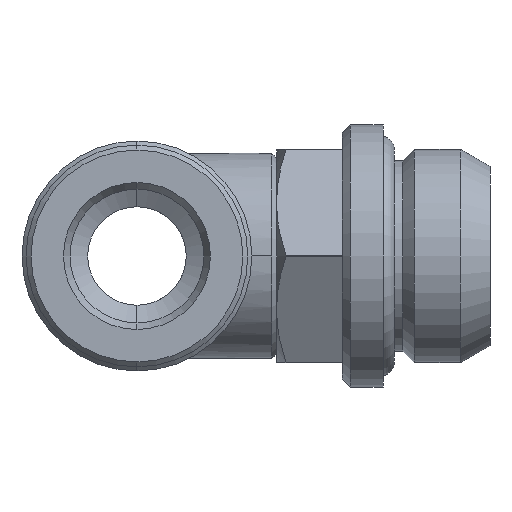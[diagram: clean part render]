
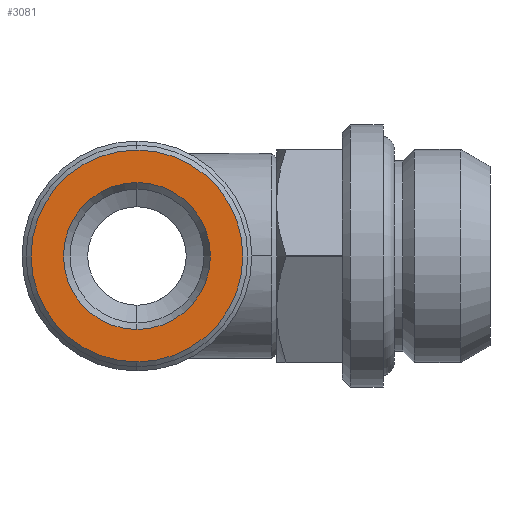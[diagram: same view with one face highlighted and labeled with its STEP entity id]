
A CAD part, left-side view. The second image highlights one B-rep face of the part: STEP entity #3081.
In plain terms, the highlighted planar face has unit normal (-1, 0, 0).
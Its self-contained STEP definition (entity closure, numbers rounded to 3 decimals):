
#799 = CARTESIAN_POINT ( 'NONE',  ( -22.7, 0., -4.475 ) ) ;
#801 = CARTESIAN_POINT ( 'NONE',  ( -22.7, 0., 4.475 ) ) ;
#804 = DIRECTION ( 'NONE',  ( 0., 0., -1. ) ) ;
#805 = DIRECTION ( 'NONE',  ( 1., 0., 0. ) ) ;
#806 = CARTESIAN_POINT ( 'NONE',  ( -22.7, 0., 0. ) ) ;
#807 = AXIS2_PLACEMENT_3D ( 'NONE', #806, #805, #804 ) ;
#808 = CIRCLE ( 'NONE', #807, 6.45 ) ;
#860 = DIRECTION ( 'NONE',  ( 0., 0., -1. ) ) ;
#861 = DIRECTION ( 'NONE',  ( 1., 0., 0. ) ) ;
#862 = CARTESIAN_POINT ( 'NONE',  ( -22.7, 0., 0. ) ) ;
#863 = AXIS2_PLACEMENT_3D ( 'NONE', #862, #861, #860 ) ;
#869 = CIRCLE ( 'NONE', #863, 6.45 ) ;
#882 = CARTESIAN_POINT ( 'NONE',  ( -22.7, 6.45, 0. ) ) ;
#883 = CIRCLE ( 'NONE', #907, 4.475 ) ;
#884 = DIRECTION ( 'NONE',  ( 0., 0., -1. ) ) ;
#885 = DIRECTION ( 'NONE',  ( 0., 0., 1. ) ) ;
#892 = AXIS2_PLACEMENT_3D ( 'NONE', #882, #899, #885 ) ;
#899 = DIRECTION ( 'NONE',  ( -1., 0., 0. ) ) ;
#903 = FACE_BOUND ( 'NONE', #3044, .T. ) ;
#904 = FACE_OUTER_BOUND ( 'NONE', #3113, .T. ) ;
#905 = CARTESIAN_POINT ( 'NONE',  ( -22.7, 0., 0. ) ) ;
#906 = PLANE ( 'NONE',  #892 ) ;
#907 = AXIS2_PLACEMENT_3D ( 'NONE', #905, #908, #884 ) ;
#908 = DIRECTION ( 'NONE',  ( 1., 0., 0. ) ) ;
#910 = CARTESIAN_POINT ( 'NONE',  ( -22.7, 0., 0. ) ) ;
#917 = DIRECTION ( 'NONE',  ( 1., 0., 0. ) ) ;
#918 = DIRECTION ( 'NONE',  ( 0., 0., -1. ) ) ;
#927 = AXIS2_PLACEMENT_3D ( 'NONE', #910, #917, #918 ) ;
#928 = CIRCLE ( 'NONE', #927, 4.475 ) ;
#938 = CARTESIAN_POINT ( 'NONE',  ( -22.7, 0., -6.45 ) ) ;
#1094 = CARTESIAN_POINT ( 'NONE',  ( -22.7, 0., 6.45 ) ) ;
#3036 = EDGE_CURVE ( 'NONE', #3090, #3106, #808, .T. ) ;
#3041 = VERTEX_POINT ( 'NONE', #801 ) ;
#3044 = EDGE_LOOP ( 'NONE', ( #3048, #3049 ) ) ;
#3048 = ORIENTED_EDGE ( 'NONE', *, *, #3087, .T. ) ;
#3049 = ORIENTED_EDGE ( 'NONE', *, *, #3080, .T. ) ;
#3058 = VERTEX_POINT ( 'NONE', #799 ) ;
#3075 = ORIENTED_EDGE ( 'NONE', *, *, #3076, .F. ) ;
#3076 = EDGE_CURVE ( 'NONE', #3106, #3090, #869, .T. ) ;
#3080 = EDGE_CURVE ( 'NONE', #3058, #3041, #883, .T. ) ;
#3081 = ADVANCED_FACE ( 'NONE', ( #903, #904 ), #906, .T. ) ;
#3087 = EDGE_CURVE ( 'NONE', #3041, #3058, #928, .T. ) ;
#3090 = VERTEX_POINT ( 'NONE', #938 ) ;
#3106 = VERTEX_POINT ( 'NONE', #1094 ) ;
#3113 = EDGE_LOOP ( 'NONE', ( #3114, #3075 ) ) ;
#3114 = ORIENTED_EDGE ( 'NONE', *, *, #3036, .F. ) ;
